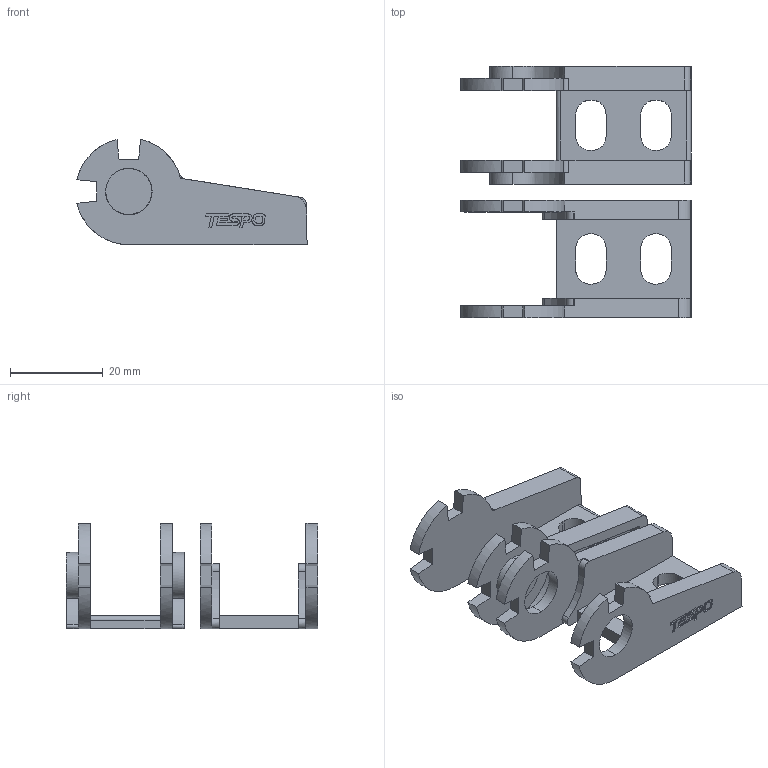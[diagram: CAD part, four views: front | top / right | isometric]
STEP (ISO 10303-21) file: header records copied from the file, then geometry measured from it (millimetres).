
FILE_DESCRIPTION(/* description */ (''),/* implementation_level */ '2;1');
FILE_NAME(/* name */ 'PO382C~1',/* time_stamp */ '2022-09-08T10:35:50-03:00',/* author */ (''),/* organization */ (''),/* preprocessor_version */ 'ST-DEVELOPER v15',/* originating_system */ '',/* authorisation */ '');
FILE_SCHEMA (('AUTOMOTIVE_DESIGN'));
Length unit declared in the file: centimetre
Products named in the file (1): Document
Bounding box: 49.52 x 54.1 x 22.67 mm (x, y, z)
Volume: 11279.4 mm3; surface area: 9874.8 mm2
Topology: 2 solids, 2 shells, 240 faces, 672 edges, 448 vertices
Faces by surface type: plane 154, bspline 86
Entity records: 8059 total; most frequent: CARTESIAN_POINT 3820, ORIENTED_EDGE 1344, EDGE_CURVE 672, B_SPLINE_CURVE_WITH_KNOTS 500, VERTEX_POINT 448, EDGE_LOOP 264, ADVANCED_FACE 240, FACE_OUTER_BOUND 240
